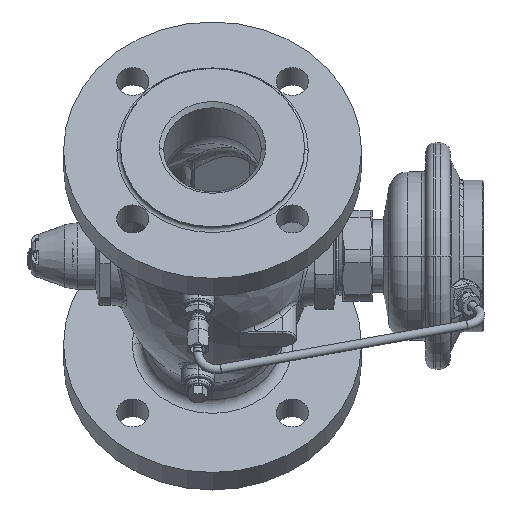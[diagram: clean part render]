
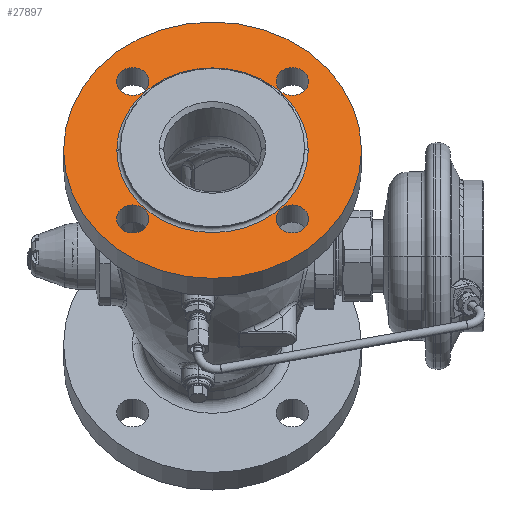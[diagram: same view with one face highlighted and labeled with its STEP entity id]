
A CAD part, front view. The second image highlights one B-rep face of the part: STEP entity #27897.
In plain terms, the highlighted planar face has unit normal (0, -0.861, 0.509).
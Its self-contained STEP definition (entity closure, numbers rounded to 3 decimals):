
#6809=CARTESIAN_POINT('',(-120.7,-98.965,58.575));
#6810=DIRECTION('',(0.,0.861,-0.509));
#6811=DIRECTION('',(1.,0.,0.));
#6812=AXIS2_PLACEMENT_3D('',#6809,#6810,#6811);
#6814=CARTESIAN_POINT('',(-120.7,-98.965,58.575));
#6815=DIRECTION('',(0.,-0.861,0.509));
#6816=DIRECTION('',(1.,0.,0.));
#6817=AXIS2_PLACEMENT_3D('',#6814,#6815,#6816);
#6819=CARTESIAN_POINT('',(-76.506,-76.454,
96.607));
#6820=DIRECTION('',(0.,-0.861,0.509));
#6821=DIRECTION('',(1.,0.,0.));
#6822=AXIS2_PLACEMENT_3D('',#6819,#6820,#6821);
#6824=CARTESIAN_POINT('',(-76.506,-76.454,
96.607));
#6825=DIRECTION('',(0.,-0.861,0.509));
#6826=DIRECTION('',(-1.,0.,0.));
#6827=AXIS2_PLACEMENT_3D('',#6824,#6825,#6826);
#6829=CARTESIAN_POINT('',(-164.894,-76.454,
96.607));
#6830=DIRECTION('',(0.,-0.861,0.509));
#6831=DIRECTION('',(1.,0.,0.));
#6832=AXIS2_PLACEMENT_3D('',#6829,#6830,#6831);
#6834=CARTESIAN_POINT('',(-164.894,-76.454,
96.607));
#6835=DIRECTION('',(0.,-0.861,0.509));
#6836=DIRECTION('',(-1.,0.,0.));
#6837=AXIS2_PLACEMENT_3D('',#6834,#6835,#6836);
#6839=CARTESIAN_POINT('',(-164.894,-121.475,
20.543));
#6840=DIRECTION('',(0.,-0.861,0.509));
#6841=DIRECTION('',(1.,0.,0.));
#6842=AXIS2_PLACEMENT_3D('',#6839,#6840,#6841);
#6844=CARTESIAN_POINT('',(-164.894,-121.475,
20.543));
#6845=DIRECTION('',(0.,-0.861,0.509));
#6846=DIRECTION('',(-1.,0.,0.));
#6847=AXIS2_PLACEMENT_3D('',#6844,#6845,#6846);
#6849=CARTESIAN_POINT('',(-76.506,-121.475,
20.543));
#6850=DIRECTION('',(0.,-0.861,0.509));
#6851=DIRECTION('',(1.,0.,0.));
#6852=AXIS2_PLACEMENT_3D('',#6849,#6850,#6851);
#6854=CARTESIAN_POINT('',(-76.506,-121.475,
20.543));
#6855=DIRECTION('',(0.,-0.861,0.509));
#6856=DIRECTION('',(-1.,0.,0.));
#6857=AXIS2_PLACEMENT_3D('',#6854,#6855,#6856);
#6859=CARTESIAN_POINT('',(-120.7,-98.965,58.575));
#6860=DIRECTION('',(0.,-0.861,0.509));
#6861=DIRECTION('',(1.,0.,0.));
#6862=AXIS2_PLACEMENT_3D('',#6859,#6860,#6861);
#6872=CARTESIAN_POINT('',(-120.7,-98.965,58.575));
#6873=DIRECTION('',(0.,0.861,-0.509));
#6874=DIRECTION('',(1.,0.,0.));
#6875=AXIS2_PLACEMENT_3D('',#6872,#6873,#6874);
#20363=CARTESIAN_POINT('',(-67.7,-98.965,58.575));
#20364=VERTEX_POINT('',#20363);
#20365=CARTESIAN_POINT('',(-38.2,-98.965,58.575));
#20367=VERTEX_POINT('',#20365);
#20407=CARTESIAN_POINT('',(-173.7,-98.965,58.575));
#20408=VERTEX_POINT('',#20407);
#20409=CARTESIAN_POINT('',(-203.2,-98.965,58.575));
#20411=VERTEX_POINT('',#20409);
#20443=CARTESIAN_POINT('',(-67.506,-76.454,
96.607));
#20444=CARTESIAN_POINT('',(-85.506,-76.454,
96.607));
#20445=VERTEX_POINT('',#20443);
#20446=VERTEX_POINT('',#20444);
#20447=CARTESIAN_POINT('',(-155.894,-76.454,
96.607));
#20448=CARTESIAN_POINT('',(-173.894,-76.454,
96.607));
#20449=VERTEX_POINT('',#20447);
#20450=VERTEX_POINT('',#20448);
#20451=CARTESIAN_POINT('',(-155.894,-121.475,
20.543));
#20452=CARTESIAN_POINT('',(-173.894,-121.475,
20.543));
#20453=VERTEX_POINT('',#20451);
#20454=VERTEX_POINT('',#20452);
#20455=CARTESIAN_POINT('',(-67.506,-121.475,
20.543));
#20456=CARTESIAN_POINT('',(-85.506,-121.475,
20.543));
#20457=VERTEX_POINT('',#20455);
#20458=VERTEX_POINT('',#20456);
#27858=CARTESIAN_POINT('',(-120.7,-98.965,58.575));
#27859=DIRECTION('',(0.,-0.861,0.509));
#27860=DIRECTION('',(-1.,0.,0.));
#27861=AXIS2_PLACEMENT_3D('',#27858,#27859,#27860);
#27862=PLANE('',#27861);
#27864=ORIENTED_EDGE('',*,*,#27863,.F.);
#27866=ORIENTED_EDGE('',*,*,#27865,.T.);
#27867=EDGE_LOOP('',(#27864,#27866));
#27868=FACE_OUTER_BOUND('',#27867,.F.);
#27869=ORIENTED_EDGE('',*,*,#27837,.F.);
#27870=ORIENTED_EDGE('',*,*,#27853,.T.);
#27871=EDGE_LOOP('',(#27869,#27870));
#27872=FACE_BOUND('',#27871,.F.);
#27874=ORIENTED_EDGE('',*,*,#27873,.T.);
#27876=ORIENTED_EDGE('',*,*,#27875,.T.);
#27877=EDGE_LOOP('',(#27874,#27876));
#27878=FACE_BOUND('',#27877,.F.);
#27880=ORIENTED_EDGE('',*,*,#27879,.T.);
#27882=ORIENTED_EDGE('',*,*,#27881,.T.);
#27883=EDGE_LOOP('',(#27880,#27882));
#27884=FACE_BOUND('',#27883,.F.);
#27886=ORIENTED_EDGE('',*,*,#27885,.T.);
#27888=ORIENTED_EDGE('',*,*,#27887,.T.);
#27889=EDGE_LOOP('',(#27886,#27888));
#27890=FACE_BOUND('',#27889,.F.);
#27892=ORIENTED_EDGE('',*,*,#27891,.T.);
#27894=ORIENTED_EDGE('',*,*,#27893,.T.);
#27895=EDGE_LOOP('',(#27892,#27894));
#27896=FACE_BOUND('',#27895,.F.);
#27897=ADVANCED_FACE('',(#27868,#27872,#27878,#27884,#27890,#27896),#27862,.T.);
#6813=CIRCLE('',#6812,53.);
#6818=CIRCLE('',#6817,53.);
#6823=CIRCLE('',#6822,9.);
#6828=CIRCLE('',#6827,9.);
#6833=CIRCLE('',#6832,9.);
#6838=CIRCLE('',#6837,9.);
#6843=CIRCLE('',#6842,9.);
#6848=CIRCLE('',#6847,9.);
#6853=CIRCLE('',#6852,9.);
#6858=CIRCLE('',#6857,9.);
#6863=CIRCLE('',#6862,82.5);
#6876=CIRCLE('',#6875,82.5);
#27837=EDGE_CURVE('',#20364,#20408,#6813,.T.);
#27853=EDGE_CURVE('',#20364,#20408,#6818,.T.);
#27863=EDGE_CURVE('',#20367,#20411,#6863,.T.);
#27865=EDGE_CURVE('',#20367,#20411,#6876,.T.);
#27873=EDGE_CURVE('',#20445,#20446,#6823,.T.);
#27875=EDGE_CURVE('',#20446,#20445,#6828,.T.);
#27879=EDGE_CURVE('',#20449,#20450,#6833,.T.);
#27881=EDGE_CURVE('',#20450,#20449,#6838,.T.);
#27885=EDGE_CURVE('',#20453,#20454,#6843,.T.);
#27887=EDGE_CURVE('',#20454,#20453,#6848,.T.);
#27891=EDGE_CURVE('',#20457,#20458,#6853,.T.);
#27893=EDGE_CURVE('',#20458,#20457,#6858,.T.);
